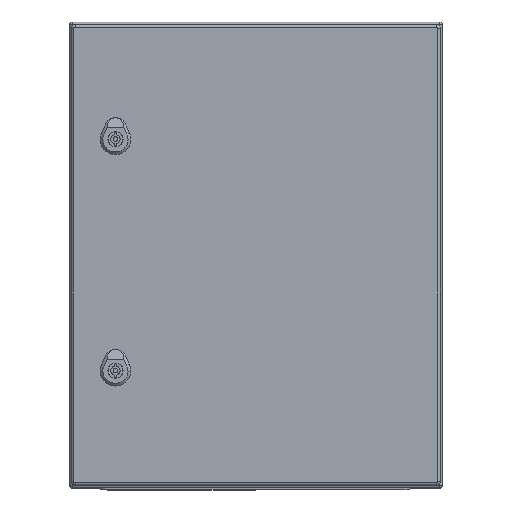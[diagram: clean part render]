
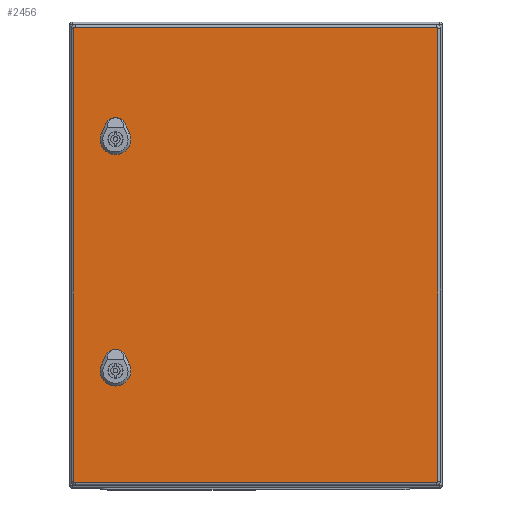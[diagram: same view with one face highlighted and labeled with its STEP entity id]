
A CAD part, top view. The second image highlights one B-rep face of the part: STEP entity #2456.
In plain terms, the highlighted face is planar.
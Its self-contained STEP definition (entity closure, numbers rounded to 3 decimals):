
#1463=FACE_BOUND('',#3733,.T.);
#1464=FACE_BOUND('',#3734,.T.);
#1465=FACE_BOUND('',#3735,.T.);
#2035=CIRCLE('',#10199,1.4);
#2036=CIRCLE('',#10200,1.4);
#2037=CIRCLE('',#10201,1.4);
#2038=CIRCLE('',#10202,1.4);
#2039=CIRCLE('',#10203,11.25);
#2040=CIRCLE('',#10204,11.25);
#2041=CIRCLE('',#10205,11.25);
#2042=CIRCLE('',#10206,11.25);
#2043=CIRCLE('',#10207,11.25);
#2044=CIRCLE('',#10208,11.25);
#2045=CIRCLE('',#10209,11.25);
#2046=CIRCLE('',#10210,11.25);
#2456=ADVANCED_FACE('',(#1463,#1464,#1465),#2765,.F.);
#2765=PLANE('',#10211);
#3733=EDGE_LOOP('',(#5259,#5260,#5261,#5262,#5263,#5264,#5265,#5266));
#3734=EDGE_LOOP('',(#5267,#5268,#5269,#5270,#5271,#5272,#5273,#5274));
#3735=EDGE_LOOP('',(#5275,#5276,#5277,#5278,#5279,#5280,#5281,#5282));
#5259=ORIENTED_EDGE('',*,*,#7839,.F.);
#5260=ORIENTED_EDGE('',*,*,#7840,.F.);
#5261=ORIENTED_EDGE('',*,*,#7841,.F.);
#5262=ORIENTED_EDGE('',*,*,#7842,.F.);
#5263=ORIENTED_EDGE('',*,*,#7843,.F.);
#5264=ORIENTED_EDGE('',*,*,#7844,.F.);
#5265=ORIENTED_EDGE('',*,*,#7845,.F.);
#5266=ORIENTED_EDGE('',*,*,#7846,.F.);
#5267=ORIENTED_EDGE('',*,*,#7847,.T.);
#5268=ORIENTED_EDGE('',*,*,#7848,.T.);
#5269=ORIENTED_EDGE('',*,*,#7849,.T.);
#5270=ORIENTED_EDGE('',*,*,#7850,.T.);
#5271=ORIENTED_EDGE('',*,*,#7851,.T.);
#5272=ORIENTED_EDGE('',*,*,#7852,.T.);
#5273=ORIENTED_EDGE('',*,*,#7853,.T.);
#5274=ORIENTED_EDGE('',*,*,#7854,.T.);
#5275=ORIENTED_EDGE('',*,*,#7855,.F.);
#5276=ORIENTED_EDGE('',*,*,#7856,.F.);
#5277=ORIENTED_EDGE('',*,*,#7857,.F.);
#5278=ORIENTED_EDGE('',*,*,#7858,.F.);
#5279=ORIENTED_EDGE('',*,*,#7859,.F.);
#5280=ORIENTED_EDGE('',*,*,#7860,.F.);
#5281=ORIENTED_EDGE('',*,*,#7861,.F.);
#5282=ORIENTED_EDGE('',*,*,#7862,.F.);
#6859=VERTEX_POINT('',#15042);
#6860=VERTEX_POINT('',#15043);
#6861=VERTEX_POINT('',#15045);
#6862=VERTEX_POINT('',#15047);
#6863=VERTEX_POINT('',#15049);
#6864=VERTEX_POINT('',#15051);
#6865=VERTEX_POINT('',#15053);
#6866=VERTEX_POINT('',#15055);
#6867=VERTEX_POINT('',#15058);
#6868=VERTEX_POINT('',#15059);
#6869=VERTEX_POINT('',#15061);
#6870=VERTEX_POINT('',#15063);
#6871=VERTEX_POINT('',#15065);
#6872=VERTEX_POINT('',#15067);
#6873=VERTEX_POINT('',#15069);
#6874=VERTEX_POINT('',#15071);
#6875=VERTEX_POINT('',#15074);
#6876=VERTEX_POINT('',#15075);
#6877=VERTEX_POINT('',#15077);
#6878=VERTEX_POINT('',#15079);
#6879=VERTEX_POINT('',#15081);
#6880=VERTEX_POINT('',#15083);
#6881=VERTEX_POINT('',#15085);
#6882=VERTEX_POINT('',#15087);
#7839=EDGE_CURVE('',#6859,#6860,#2035,.T.);
#7840=EDGE_CURVE('',#6861,#6859,#8661,.T.);
#7841=EDGE_CURVE('',#6862,#6861,#2036,.T.);
#7842=EDGE_CURVE('',#6863,#6862,#8662,.T.);
#7843=EDGE_CURVE('',#6864,#6863,#2037,.T.);
#7844=EDGE_CURVE('',#6865,#6864,#8663,.T.);
#7845=EDGE_CURVE('',#6866,#6865,#2038,.T.);
#7846=EDGE_CURVE('',#6860,#6866,#8664,.T.);
#7847=EDGE_CURVE('',#6867,#6868,#8665,.T.);
#7848=EDGE_CURVE('',#6868,#6869,#2039,.T.);
#7849=EDGE_CURVE('',#6869,#6870,#8666,.T.);
#7850=EDGE_CURVE('',#6870,#6871,#2040,.T.);
#7851=EDGE_CURVE('',#6871,#6872,#8667,.T.);
#7852=EDGE_CURVE('',#6872,#6873,#2041,.T.);
#7853=EDGE_CURVE('',#6873,#6874,#8668,.T.);
#7854=EDGE_CURVE('',#6874,#6867,#2042,.T.);
#7855=EDGE_CURVE('',#6875,#6876,#2043,.T.);
#7856=EDGE_CURVE('',#6877,#6875,#8669,.T.);
#7857=EDGE_CURVE('',#6878,#6877,#2044,.T.);
#7858=EDGE_CURVE('',#6879,#6878,#8670,.T.);
#7859=EDGE_CURVE('',#6880,#6879,#2045,.T.);
#7860=EDGE_CURVE('',#6881,#6880,#8671,.T.);
#7861=EDGE_CURVE('',#6882,#6881,#2046,.T.);
#7862=EDGE_CURVE('',#6876,#6882,#8672,.T.);
#8661=LINE('',#15044,#9311);
#8662=LINE('',#15048,#9312);
#8663=LINE('',#15052,#9313);
#8664=LINE('',#15056,#9314);
#8665=LINE('',#15057,#9315);
#8666=LINE('',#15062,#9316);
#8667=LINE('',#15066,#9317);
#8668=LINE('',#15070,#9318);
#8669=LINE('',#15076,#9319);
#8670=LINE('',#15080,#9320);
#8671=LINE('',#15084,#9321);
#8672=LINE('',#15088,#9322);
#9311=VECTOR('',#12127,1.);
#9312=VECTOR('',#12130,1.);
#9313=VECTOR('',#12133,1.);
#9314=VECTOR('',#12136,1.);
#9315=VECTOR('',#12137,1.);
#9316=VECTOR('',#12140,1.);
#9317=VECTOR('',#12143,1.);
#9318=VECTOR('',#12146,1.);
#9319=VECTOR('',#12151,1.);
#9320=VECTOR('',#12154,1.);
#9321=VECTOR('',#12157,1.);
#9322=VECTOR('',#12160,1.);
#10199=AXIS2_PLACEMENT_3D('',#15041,#12125,#12126);
#10200=AXIS2_PLACEMENT_3D('',#15046,#12128,#12129);
#10201=AXIS2_PLACEMENT_3D('',#15050,#12131,#12132);
#10202=AXIS2_PLACEMENT_3D('',#15054,#12134,#12135);
#10203=AXIS2_PLACEMENT_3D('',#15060,#12138,#12139);
#10204=AXIS2_PLACEMENT_3D('',#15064,#12141,#12142);
#10205=AXIS2_PLACEMENT_3D('',#15068,#12144,#12145);
#10206=AXIS2_PLACEMENT_3D('',#15072,#12147,#12148);
#10207=AXIS2_PLACEMENT_3D('',#15073,#12149,#12150);
#10208=AXIS2_PLACEMENT_3D('',#15078,#12152,#12153);
#10209=AXIS2_PLACEMENT_3D('',#15082,#12155,#12156);
#10210=AXIS2_PLACEMENT_3D('',#15086,#12158,#12159);
#10211=AXIS2_PLACEMENT_3D('',#15089,#12161,#12162);
#12125=DIRECTION('',(0.,0.,1.));
#12126=DIRECTION('',(1.,0.,0.));
#12127=DIRECTION('',(0.,-1.,0.));
#12128=DIRECTION('',(0.,0.,1.));
#12129=DIRECTION('',(1.,0.,0.));
#12130=DIRECTION('',(-1.,0.,0.));
#12131=DIRECTION('',(0.,0.,1.));
#12132=DIRECTION('',(1.,0.,0.));
#12133=DIRECTION('',(0.,1.,0.));
#12134=DIRECTION('',(0.,0.,1.));
#12135=DIRECTION('',(1.,0.,0.));
#12136=DIRECTION('',(1.,0.,0.));
#12137=DIRECTION('',(-1.,0.,0.));
#12138=DIRECTION('',(0.,0.,1.));
#12139=DIRECTION('',(1.,0.,0.));
#12140=DIRECTION('',(0.,-1.,0.));
#12141=DIRECTION('',(0.,0.,1.));
#12142=DIRECTION('',(1.,0.,0.));
#12143=DIRECTION('',(1.,0.,0.));
#12144=DIRECTION('',(0.,0.,1.));
#12145=DIRECTION('',(1.,0.,0.));
#12146=DIRECTION('',(0.,1.,0.));
#12147=DIRECTION('',(0.,0.,1.));
#12148=DIRECTION('',(1.,0.,0.));
#12149=DIRECTION('',(0.,0.,-1.));
#12150=DIRECTION('',(1.,0.,0.));
#12151=DIRECTION('',(-1.,0.,0.));
#12152=DIRECTION('',(0.,0.,-1.));
#12153=DIRECTION('',(1.,0.,0.));
#12154=DIRECTION('',(0.,-1.,0.));
#12155=DIRECTION('',(0.,0.,-1.));
#12156=DIRECTION('',(1.,0.,0.));
#12157=DIRECTION('',(1.,0.,0.));
#12158=DIRECTION('',(0.,0.,-1.));
#12159=DIRECTION('',(1.,0.,0.));
#12160=DIRECTION('',(0.,1.,0.));
#12161=DIRECTION('',(0.,0.,1.));
#12162=DIRECTION('',(1.,0.,0.));
#15041=CARTESIAN_POINT('',(-193.95,-243.,0.));
#15042=CARTESIAN_POINT('',(-195.35,-243.,0.));
#15043=CARTESIAN_POINT('',(-193.95,-244.4,0.));
#15044=CARTESIAN_POINT('',(-195.35,243.,0.));
#15045=CARTESIAN_POINT('',(-195.35,243.,0.));
#15046=CARTESIAN_POINT('',(-193.95,243.,0.));
#15047=CARTESIAN_POINT('',(-193.95,244.4,0.));
#15048=CARTESIAN_POINT('',(193.95,244.4,0.));
#15049=CARTESIAN_POINT('',(193.95,244.4,0.));
#15050=CARTESIAN_POINT('',(193.95,243.,0.));
#15051=CARTESIAN_POINT('',(195.35,243.,0.));
#15052=CARTESIAN_POINT('',(195.35,-243.,0.));
#15053=CARTESIAN_POINT('',(195.35,-243.,0.));
#15054=CARTESIAN_POINT('',(193.95,-243.,0.));
#15055=CARTESIAN_POINT('',(193.95,-244.4,0.));
#15056=CARTESIAN_POINT('',(-193.95,-244.4,0.));
#15057=CARTESIAN_POINT('',(-193.95,134.4,0.));
#15058=CARTESIAN_POINT('',(155.396,134.4,0.));
#15059=CARTESIAN_POINT('',(145.904,134.4,0.));
#15060=CARTESIAN_POINT('',(150.65,124.2,0.));
#15061=CARTESIAN_POINT('',(140.45,128.946,0.));
#15062=CARTESIAN_POINT('',(140.45,243.,0.));
#15063=CARTESIAN_POINT('',(140.45,119.454,0.));
#15064=CARTESIAN_POINT('',(150.65,124.2,0.));
#15065=CARTESIAN_POINT('',(145.904,114.,0.));
#15066=CARTESIAN_POINT('',(-193.95,114.,0.));
#15067=CARTESIAN_POINT('',(155.396,114.,0.));
#15068=CARTESIAN_POINT('',(150.65,124.2,0.));
#15069=CARTESIAN_POINT('',(160.85,119.454,0.));
#15070=CARTESIAN_POINT('',(160.85,243.,0.));
#15071=CARTESIAN_POINT('',(160.85,128.946,0.));
#15072=CARTESIAN_POINT('',(150.65,124.2,0.));
#15073=CARTESIAN_POINT('',(150.65,-124.2,0.));
#15074=CARTESIAN_POINT('',(145.904,-134.4,0.));
#15075=CARTESIAN_POINT('',(140.45,-128.946,0.));
#15076=CARTESIAN_POINT('',(-193.95,-134.4,0.));
#15077=CARTESIAN_POINT('',(155.396,-134.4,0.));
#15078=CARTESIAN_POINT('',(150.65,-124.2,0.));
#15079=CARTESIAN_POINT('',(160.85,-128.946,0.));
#15080=CARTESIAN_POINT('',(160.85,243.,0.));
#15081=CARTESIAN_POINT('',(160.85,-119.454,0.));
#15082=CARTESIAN_POINT('',(150.65,-124.2,0.));
#15083=CARTESIAN_POINT('',(155.396,-114.,0.));
#15084=CARTESIAN_POINT('',(-193.95,-114.,0.));
#15085=CARTESIAN_POINT('',(145.904,-114.,0.));
#15086=CARTESIAN_POINT('',(150.65,-124.2,0.));
#15087=CARTESIAN_POINT('',(140.45,-119.454,0.));
#15088=CARTESIAN_POINT('',(140.45,243.,0.));
#15089=CARTESIAN_POINT('',(-193.95,243.,0.));
